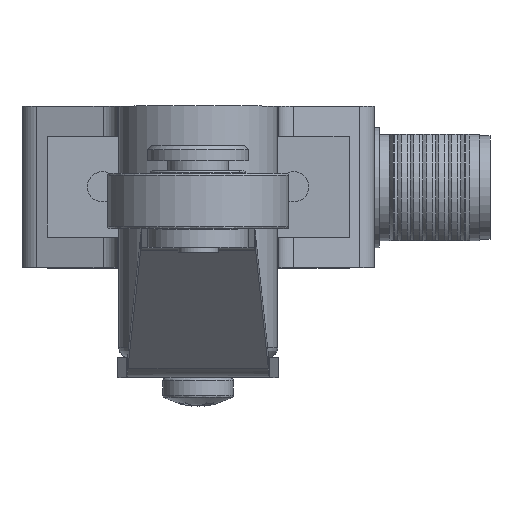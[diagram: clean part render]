
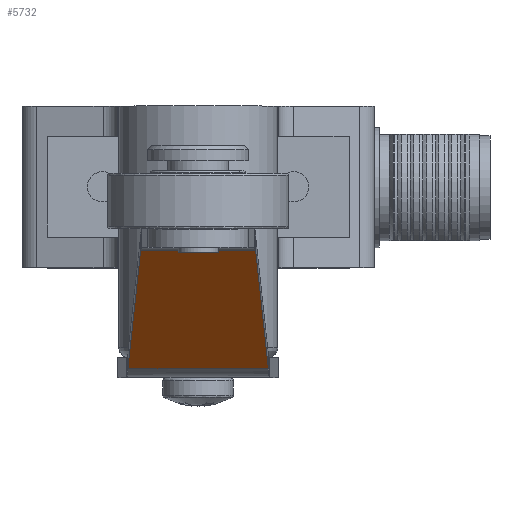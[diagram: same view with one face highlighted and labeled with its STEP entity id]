
A CAD part, top view. The second image highlights one B-rep face of the part: STEP entity #5732.
In plain terms, the highlighted planar face has unit normal (0, -0.707, 0.707).
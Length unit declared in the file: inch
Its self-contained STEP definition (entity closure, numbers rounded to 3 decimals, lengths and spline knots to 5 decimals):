
#224 = DIRECTION ( 'NONE',  ( -1., 0., 0. ) ) ;
#1319 = CARTESIAN_POINT ( 'NONE',  ( 0.22485, -0.56665, 1.7365 ) ) ;
#1559 = DIRECTION ( 'NONE',  ( 0., -0.707, -0.707 ) ) ;
#1679 = FACE_OUTER_BOUND ( 'NONE', #27615, .T. ) ;
#5187 = CARTESIAN_POINT ( 'NONE',  ( 0.27471, -1.0284, 1.27475 ) ) ;
#5483 = EDGE_CURVE ( 'NONE', #6153, #15930, #11131, .T. ) ;
#5732 = ADVANCED_FACE ( 'NONE', ( #1679 ), #14233, .T. ) ;
#5880 = DIRECTION ( 'NONE',  ( 0., -0.707, 0.707 ) ) ;
#6153 = VERTEX_POINT ( 'NONE', #1319 ) ;
#7340 = ORIENTED_EDGE ( 'NONE', *, *, #21461, .F. ) ;
#7393 = CARTESIAN_POINT ( 'NONE',  ( 0.27471, -1.0284, 1.27475 ) ) ;
#8060 = CARTESIAN_POINT ( 'NONE',  ( -0.22485, -0.56665, 1.7365 ) ) ;
#8436 = CARTESIAN_POINT ( 'NONE',  ( 0., -0.92011, 1.38304 ) ) ;
#9196 = LINE ( 'NONE', #19499, #25574 ) ;
#9381 = VECTOR ( 'NONE', #17789, 39.37008 ) ;
#11131 = LINE ( 'NONE', #26148, #9381 ) ;
#14233 = PLANE ( 'NONE',  #22464 ) ;
#15930 = VERTEX_POINT ( 'NONE', #24138 ) ;
#16098 = CARTESIAN_POINT ( 'NONE',  ( -0.27471, -1.0284, 1.27475 ) ) ;
#16251 = VECTOR ( 'NONE', #20319, 39.37008 ) ;
#17036 = VECTOR ( 'NONE', #27559, 39.37008 ) ;
#17789 = DIRECTION ( 'NONE',  ( -1., 0., 0. ) ) ;
#18256 = VERTEX_POINT ( 'NONE', #16098 ) ;
#19200 = LINE ( 'NONE', #8060, #17036 ) ;
#19499 = CARTESIAN_POINT ( 'NONE',  ( -0.27471, -1.0284, 1.27475 ) ) ;
#20147 = VERTEX_POINT ( 'NONE', #7393 ) ;
#20319 = DIRECTION ( 'NONE',  ( -0.076, 0.705, 0.705 ) ) ;
#21461 = EDGE_CURVE ( 'NONE', #20147, #18256, #9196, .T. ) ;
#21507 = ORIENTED_EDGE ( 'NONE', *, *, #21980, .T. ) ;
#21980 = EDGE_CURVE ( 'NONE', #15930, #18256, #19200, .T. ) ;
#22008 = LINE ( 'NONE', #5187, #16251 ) ;
#22464 = AXIS2_PLACEMENT_3D ( 'NONE', #8436, #5880, #1559 ) ;
#22683 = ORIENTED_EDGE ( 'NONE', *, *, #26036, .T. ) ;
#24138 = CARTESIAN_POINT ( 'NONE',  ( -0.22485, -0.56665, 1.7365 ) ) ;
#25574 = VECTOR ( 'NONE', #224, 39.37008 ) ;
#26036 = EDGE_CURVE ( 'NONE', #20147, #6153, #22008, .T. ) ;
#26148 = CARTESIAN_POINT ( 'NONE',  ( 0., -0.56665, 1.7365 ) ) ;
#26835 = ORIENTED_EDGE ( 'NONE', *, *, #5483, .T. ) ;
#27559 = DIRECTION ( 'NONE',  ( -0.076, -0.705, -0.705 ) ) ;
#27615 = EDGE_LOOP ( 'NONE', ( #7340, #22683, #26835, #21507 ) ) ;
